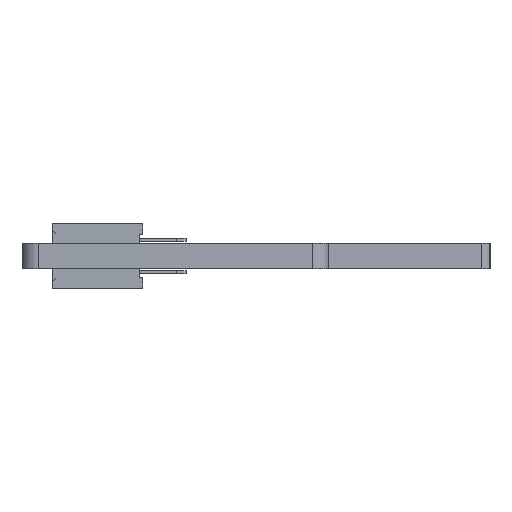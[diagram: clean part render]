
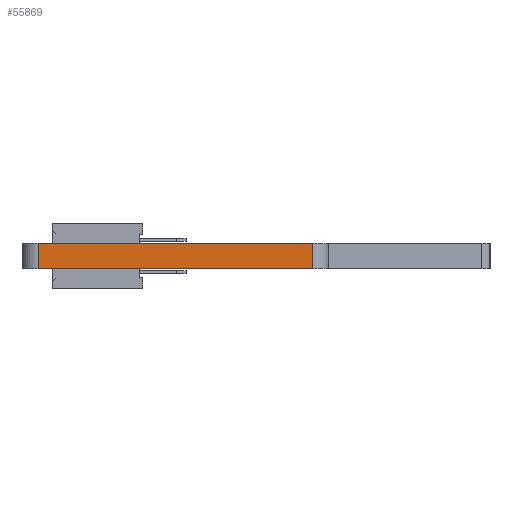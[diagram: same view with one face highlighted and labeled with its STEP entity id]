
A CAD part, left-side view. The second image highlights one B-rep face of the part: STEP entity #55869.
In plain terms, the highlighted planar face has unit normal (-1, 0, 0).
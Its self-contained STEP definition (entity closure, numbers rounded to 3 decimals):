
#51621 = PLANE('',#51622);
#51622 = AXIS2_PLACEMENT_3D('',#51623,#51624,#51625);
#51623 = CARTESIAN_POINT('',(0.,-11.916,1.6));
#51624 = DIRECTION('',(0.,0.,1.));
#51625 = DIRECTION('',(1.,0.,-0.));
#51675 = PLANE('',#51676);
#51676 = AXIS2_PLACEMENT_3D('',#51677,#51678,#51679);
#51677 = CARTESIAN_POINT('',(0.,-11.916,0.));
#51678 = DIRECTION('',(0.,0.,1.));
#51679 = DIRECTION('',(1.,0.,-0.));
#52350 = VERTEX_POINT('',#52351);
#52351 = CARTESIAN_POINT('',(-83.,-1.,0.));
#52366 = CYLINDRICAL_SURFACE('',#52367,1.);
#52367 = AXIS2_PLACEMENT_3D('',#52368,#52369,#52370);
#52368 = CARTESIAN_POINT('',(-82.,-1.,0.));
#52369 = DIRECTION('',(-0.,-0.,-1.));
#52370 = DIRECTION('',(1.,0.,-0.));
#52378 = EDGE_CURVE('',#52350,#52379,#52381,.T.);
#52379 = VERTEX_POINT('',#52380);
#52380 = CARTESIAN_POINT('',(-83.,-18.,0.));
#52381 = SURFACE_CURVE('',#52382,(#52386,#52393),.PCURVE_S1.);
#52382 = LINE('',#52383,#52384);
#52383 = CARTESIAN_POINT('',(-83.,-1.,0.));
#52384 = VECTOR('',#52385,1.);
#52385 = DIRECTION('',(0.,-1.,0.));
#52386 = PCURVE('',#51675,#52387);
#52387 = DEFINITIONAL_REPRESENTATION('',(#52388),#52392);
#52388 = LINE('',#52389,#52390);
#52389 = CARTESIAN_POINT('',(-83.,10.916));
#52390 = VECTOR('',#52391,1.);
#52391 = DIRECTION('',(0.,-1.));
#52392 = ( GEOMETRIC_REPRESENTATION_CONTEXT(2) 
PARAMETRIC_REPRESENTATION_CONTEXT() REPRESENTATION_CONTEXT('2D SPACE',''
  ) );
#52393 = PCURVE('',#52394,#52399);
#52394 = PLANE('',#52395);
#52395 = AXIS2_PLACEMENT_3D('',#52396,#52397,#52398);
#52396 = CARTESIAN_POINT('',(-83.,-1.,0.));
#52397 = DIRECTION('',(1.,0.,-0.));
#52398 = DIRECTION('',(0.,-1.,0.));
#52399 = DEFINITIONAL_REPRESENTATION('',(#52400),#52404);
#52400 = LINE('',#52401,#52402);
#52401 = CARTESIAN_POINT('',(0.,0.));
#52402 = VECTOR('',#52403,1.);
#52403 = DIRECTION('',(1.,0.));
#52404 = ( GEOMETRIC_REPRESENTATION_CONTEXT(2) 
PARAMETRIC_REPRESENTATION_CONTEXT() REPRESENTATION_CONTEXT('2D SPACE',''
  ) );
#52423 = CYLINDRICAL_SURFACE('',#52424,1.);
#52424 = AXIS2_PLACEMENT_3D('',#52425,#52426,#52427);
#52425 = CARTESIAN_POINT('',(-82.,-18.,0.));
#52426 = DIRECTION('',(-0.,-0.,-1.));
#52427 = DIRECTION('',(1.,0.,-0.));
#54193 = VERTEX_POINT('',#54194);
#54194 = CARTESIAN_POINT('',(-83.,-1.,1.6));
#54216 = EDGE_CURVE('',#54193,#54217,#54219,.T.);
#54217 = VERTEX_POINT('',#54218);
#54218 = CARTESIAN_POINT('',(-83.,-18.,1.6));
#54219 = SURFACE_CURVE('',#54220,(#54224,#54231),.PCURVE_S1.);
#54220 = LINE('',#54221,#54222);
#54221 = CARTESIAN_POINT('',(-83.,-1.,1.6));
#54222 = VECTOR('',#54223,1.);
#54223 = DIRECTION('',(0.,-1.,0.));
#54224 = PCURVE('',#51621,#54225);
#54225 = DEFINITIONAL_REPRESENTATION('',(#54226),#54230);
#54226 = LINE('',#54227,#54228);
#54227 = CARTESIAN_POINT('',(-83.,10.916));
#54228 = VECTOR('',#54229,1.);
#54229 = DIRECTION('',(0.,-1.));
#54230 = ( GEOMETRIC_REPRESENTATION_CONTEXT(2) 
PARAMETRIC_REPRESENTATION_CONTEXT() REPRESENTATION_CONTEXT('2D SPACE',''
  ) );
#54231 = PCURVE('',#52394,#54232);
#54232 = DEFINITIONAL_REPRESENTATION('',(#54233),#54237);
#54233 = LINE('',#54234,#54235);
#54234 = CARTESIAN_POINT('',(0.,-1.6));
#54235 = VECTOR('',#54236,1.);
#54236 = DIRECTION('',(1.,0.));
#54237 = ( GEOMETRIC_REPRESENTATION_CONTEXT(2) 
PARAMETRIC_REPRESENTATION_CONTEXT() REPRESENTATION_CONTEXT('2D SPACE',''
  ) );
#55819 = EDGE_CURVE('',#52379,#54217,#55820,.T.);
#55820 = SURFACE_CURVE('',#55821,(#55825,#55832),.PCURVE_S1.);
#55821 = LINE('',#55822,#55823);
#55822 = CARTESIAN_POINT('',(-83.,-18.,0.));
#55823 = VECTOR('',#55824,1.);
#55824 = DIRECTION('',(0.,0.,1.));
#55825 = PCURVE('',#52423,#55826);
#55826 = DEFINITIONAL_REPRESENTATION('',(#55827),#55831);
#55827 = LINE('',#55828,#55829);
#55828 = CARTESIAN_POINT('',(-3.142,0.));
#55829 = VECTOR('',#55830,1.);
#55830 = DIRECTION('',(-0.,-1.));
#55831 = ( GEOMETRIC_REPRESENTATION_CONTEXT(2) 
PARAMETRIC_REPRESENTATION_CONTEXT() REPRESENTATION_CONTEXT('2D SPACE',''
  ) );
#55832 = PCURVE('',#52394,#55833);
#55833 = DEFINITIONAL_REPRESENTATION('',(#55834),#55838);
#55834 = LINE('',#55835,#55836);
#55835 = CARTESIAN_POINT('',(17.,0.));
#55836 = VECTOR('',#55837,1.);
#55837 = DIRECTION('',(0.,-1.));
#55838 = ( GEOMETRIC_REPRESENTATION_CONTEXT(2) 
PARAMETRIC_REPRESENTATION_CONTEXT() REPRESENTATION_CONTEXT('2D SPACE',''
  ) );
#55869 = ADVANCED_FACE('',(#55870),#52394,.F.);
#55870 = FACE_BOUND('',#55871,.F.);
#55871 = EDGE_LOOP('',(#55872,#55893,#55894,#55895));
#55872 = ORIENTED_EDGE('',*,*,#55873,.T.);
#55873 = EDGE_CURVE('',#52350,#54193,#55874,.T.);
#55874 = SURFACE_CURVE('',#55875,(#55879,#55886),.PCURVE_S1.);
#55875 = LINE('',#55876,#55877);
#55876 = CARTESIAN_POINT('',(-83.,-1.,0.));
#55877 = VECTOR('',#55878,1.);
#55878 = DIRECTION('',(0.,0.,1.));
#55879 = PCURVE('',#52394,#55880);
#55880 = DEFINITIONAL_REPRESENTATION('',(#55881),#55885);
#55881 = LINE('',#55882,#55883);
#55882 = CARTESIAN_POINT('',(0.,0.));
#55883 = VECTOR('',#55884,1.);
#55884 = DIRECTION('',(0.,-1.));
#55885 = ( GEOMETRIC_REPRESENTATION_CONTEXT(2) 
PARAMETRIC_REPRESENTATION_CONTEXT() REPRESENTATION_CONTEXT('2D SPACE',''
  ) );
#55886 = PCURVE('',#52366,#55887);
#55887 = DEFINITIONAL_REPRESENTATION('',(#55888),#55892);
#55888 = LINE('',#55889,#55890);
#55889 = CARTESIAN_POINT('',(-3.142,0.));
#55890 = VECTOR('',#55891,1.);
#55891 = DIRECTION('',(-0.,-1.));
#55892 = ( GEOMETRIC_REPRESENTATION_CONTEXT(2) 
PARAMETRIC_REPRESENTATION_CONTEXT() REPRESENTATION_CONTEXT('2D SPACE',''
  ) );
#55893 = ORIENTED_EDGE('',*,*,#54216,.T.);
#55894 = ORIENTED_EDGE('',*,*,#55819,.F.);
#55895 = ORIENTED_EDGE('',*,*,#52378,.F.);
